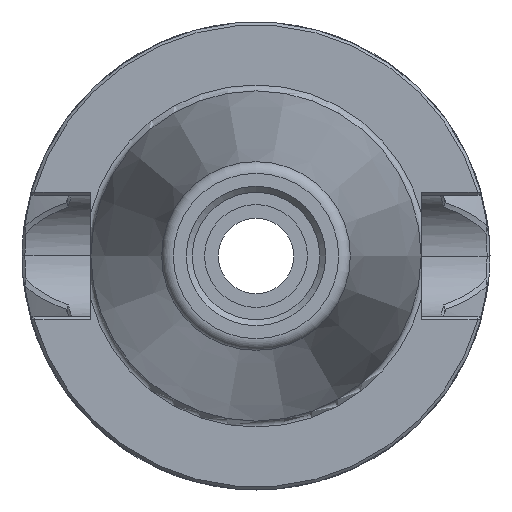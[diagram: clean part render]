
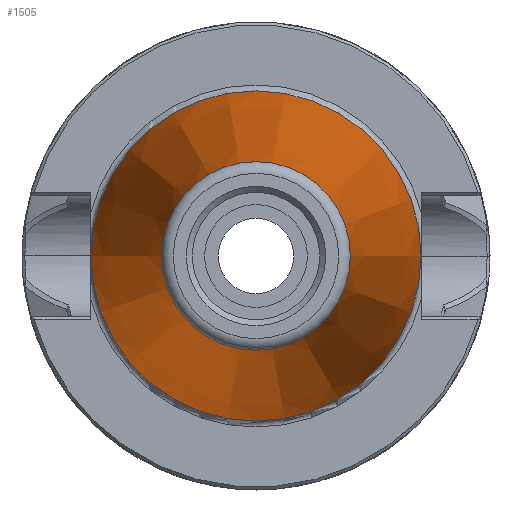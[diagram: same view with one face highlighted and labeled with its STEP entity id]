
A CAD part, left-side view. The second image highlights one B-rep face of the part: STEP entity #1505.
In plain terms, the highlighted conical face has half-angle 8.445 degrees and reference radius 17.363 mm.
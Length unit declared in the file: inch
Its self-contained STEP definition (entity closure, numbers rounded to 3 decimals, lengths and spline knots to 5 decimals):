
#268=FACE_OUTER_BOUND('',#357,.T.);
#357=EDGE_LOOP('',(#1358,#1359,#1360,#1361,#1362));
#438=LINE('',#3474,#509);
#509=VECTOR('',#1994,0.68356);
#557=CIRCLE('',#1653,0.875);
#558=CIRCLE('',#1654,0.50004);
#559=CIRCLE('',#1655,0.50004);
#710=VERTEX_POINT('',#3471);
#711=VERTEX_POINT('',#3473);
#712=VERTEX_POINT('',#3475);
#932=EDGE_CURVE('',#710,#710,#557,.T.);
#933=EDGE_CURVE('',#710,#711,#438,.T.);
#934=EDGE_CURVE('',#712,#711,#558,.T.);
#935=EDGE_CURVE('',#711,#712,#559,.T.);
#1358=ORIENTED_EDGE('',*,*,#932,.T.);
#1359=ORIENTED_EDGE('',*,*,#933,.T.);
#1360=ORIENTED_EDGE('',*,*,#934,.F.);
#1361=ORIENTED_EDGE('',*,*,#935,.F.);
#1362=ORIENTED_EDGE('',*,*,#933,.F.);
#1428=CONICAL_SURFACE('',#1652,0.68356,0.147);
#1505=ADVANCED_FACE('',(#268),#1428,.T.);
#1652=AXIS2_PLACEMENT_3D('',#3470,#1990,#1991);
#1653=AXIS2_PLACEMENT_3D('',#3472,#1992,#1993);
#1654=AXIS2_PLACEMENT_3D('',#3476,#1995,#1996);
#1655=AXIS2_PLACEMENT_3D('',#3477,#1997,#1998);
#1990=DIRECTION('center_axis',(1.,0.,0.));
#1991=DIRECTION('ref_axis',(0.,-1.,0.));
#1992=DIRECTION('center_axis',(-1.,0.,0.));
#1993=DIRECTION('ref_axis',(0.,0.,1.));
#1994=DIRECTION('',(-0.989,-0.147,0.));
#1995=DIRECTION('center_axis',(-1.,0.,0.));
#1996=DIRECTION('ref_axis',(0.,1.,0.));
#1997=DIRECTION('center_axis',(-1.,0.,0.));
#1998=DIRECTION('ref_axis',(0.,1.,0.));
#3470=CARTESIAN_POINT('Origin',(-1.28937,0.,0.));
#3471=CARTESIAN_POINT('',(0.,0.875,0.));
#3472=CARTESIAN_POINT('Origin',(0.,0.,0.));
#3473=CARTESIAN_POINT('',(-2.52542,0.50004,0.));
#3474=CARTESIAN_POINT('',(-1.28937,0.68356,0.));
#3475=CARTESIAN_POINT('',(-2.52542,0.,-0.50004));
#3476=CARTESIAN_POINT('Origin',(-2.52542,0.,0.));
#3477=CARTESIAN_POINT('Origin',(-2.52542,0.,0.));
